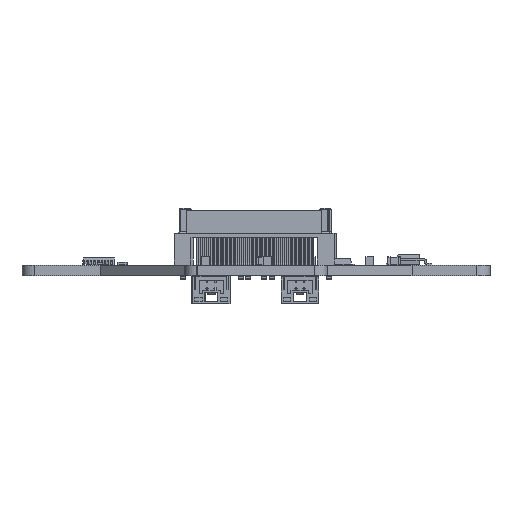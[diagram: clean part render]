
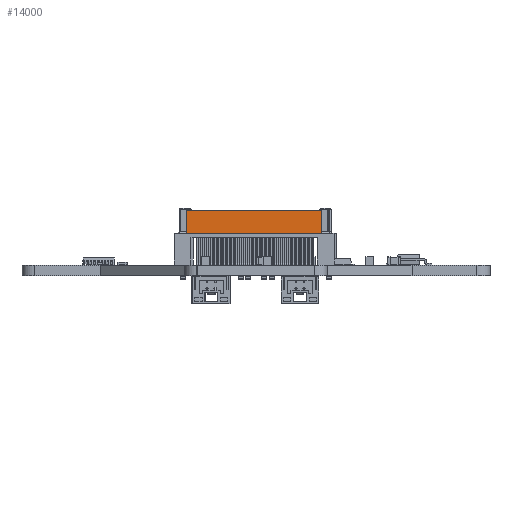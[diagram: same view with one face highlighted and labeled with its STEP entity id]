
A CAD part, left-side view. The second image highlights one B-rep face of the part: STEP entity #14000.
In plain terms, the highlighted face is planar.
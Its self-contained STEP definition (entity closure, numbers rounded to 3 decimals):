
#1750 = VERTEX_POINT('',#1751);
#1751 = CARTESIAN_POINT('',(1.95,8.35,-2.15));
#1759 = EDGE_CURVE('',#1750,#1760,#1762,.T.);
#1760 = VERTEX_POINT('',#1761);
#1761 = CARTESIAN_POINT('',(1.95,4.9,-2.15));
#1762 = LINE('',#1763,#1764);
#1763 = CARTESIAN_POINT('',(1.95,0.,-2.15));
#1764 = VECTOR('',#1765,1.);
#1765 = DIRECTION('',(0.,-1.,0.));
#13648 = VERTEX_POINT('',#13649);
#13649 = CARTESIAN_POINT('',(22.65,4.9,-2.15));
#13655 = EDGE_CURVE('',#13648,#13656,#13658,.T.);
#13656 = VERTEX_POINT('',#13657);
#13657 = CARTESIAN_POINT('',(22.65,8.35,-2.15));
#13658 = LINE('',#13659,#13660);
#13659 = CARTESIAN_POINT('',(22.65,0.,-2.15));
#13660 = VECTOR('',#13661,1.);
#13661 = DIRECTION('',(0.,1.,0.));
#13701 = EDGE_CURVE('',#13656,#1750,#13702,.T.);
#13702 = LINE('',#13703,#13704);
#13703 = CARTESIAN_POINT('',(-24.,8.35,-2.15));
#13704 = VECTOR('',#13705,1.);
#13705 = DIRECTION('',(-1.,0.,0.));
#14000 = ADVANCED_FACE('',(#14001),#14012,.T.);
#14001 = FACE_BOUND('',#14002,.T.);
#14002 = EDGE_LOOP('',(#14003,#14004,#14005,#14011));
#14003 = ORIENTED_EDGE('',*,*,#13701,.F.);
#14004 = ORIENTED_EDGE('',*,*,#13655,.F.);
#14005 = ORIENTED_EDGE('',*,*,#14006,.T.);
#14006 = EDGE_CURVE('',#13648,#1760,#14007,.T.);
#14007 = LINE('',#14008,#14009);
#14008 = CARTESIAN_POINT('',(-12.,4.9,-2.15));
#14009 = VECTOR('',#14010,1.);
#14010 = DIRECTION('',(-1.,0.,0.));
#14011 = ORIENTED_EDGE('',*,*,#1759,.F.);
#14012 = PLANE('',#14013);
#14013 = AXIS2_PLACEMENT_3D('',#14014,#14015,#14016);
#14014 = CARTESIAN_POINT('',(3.3,6.625,-2.15));
#14015 = DIRECTION('',(0.,0.,-1.));
#14016 = DIRECTION('',(-1.,0.,0.));
